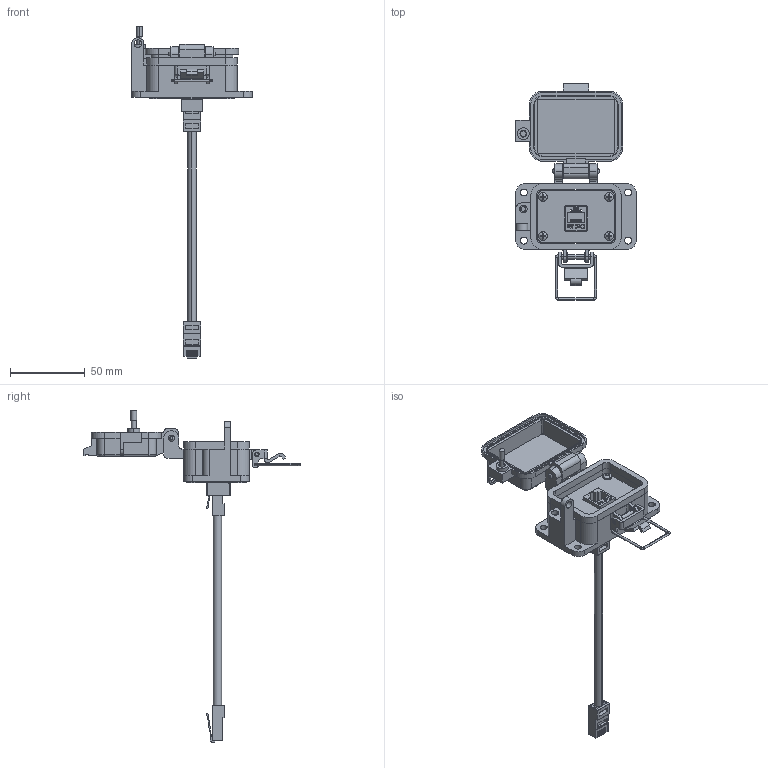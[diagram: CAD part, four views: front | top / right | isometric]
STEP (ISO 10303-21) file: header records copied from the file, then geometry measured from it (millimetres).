
FILE_DESCRIPTION (( 'STEP AP214' ), '1' );
FILE_NAME ('P-R13-B3RX_3D.STEP', '2017-10-05T17:56:42', ( '' ), ( '' ), 'SwSTEP 2.0', 'SolidWorks 2017', '' );
FILE_SCHEMA (( 'AUTOMOTIVE_DESIGN' ));
Length unit declared in the file: millimetre
Products named in the file (10): 90272A106_ZINC-PLTD STL PAN HEAD PHILLIPS MACHINE SCREW_90272A106; P-R13-B3RX_TP; P-R13-B3RX_BP; P-R13-B3RX_3D; 92005A124_METRIC PAN HEAD PHILLIPS MACHINE SCREW_92005A124; Z-020-3070; Z-H-B3; R2; Z-300-RJ45CAT5; P-R13-B3RX_FP
Assembly tree (14 placements, depth 3):
  P-R13-B3RX_3D
    P-R13-B3RX_BP
    P-R13-B3RX_TP
    90272A106_ZINC-PLTD STL PAN HEAD PHILLIPS MACHINE SCREW_90272A106  x3
    P-R13-B3RX_FP
    R2
      Z-300-RJ45CAT5
    Z-H-B3
    Z-020-3070
    92005A124_METRIC PAN HEAD PHILLIPS MACHINE SCREW_92005A124  x4
Bounding box: 80.57 x 145.03 x 222.25 mm (x, y, z)
Volume: 67335 mm3; surface area: 57772.5 mm2
Topology: 26 solids, 26 shells, 2387 faces, 6701 edges, 4409 vertices
Faces by surface type: cylinder 1171, plane 872, bspline 231, cone 71, torus 28, sphere 14
Entity records: 73277 total; most frequent: CARTESIAN_POINT 23627, ORIENTED_EDGE 9038, DIRECTION 7465, EDGE_CURVE 4519, VERTEX_POINT 2976, VECTOR 2743, LINE 2743, AXIS2_PLACEMENT_3D 2361
